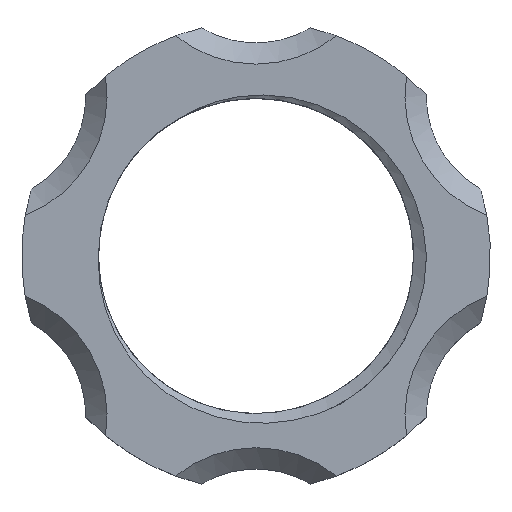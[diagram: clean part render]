
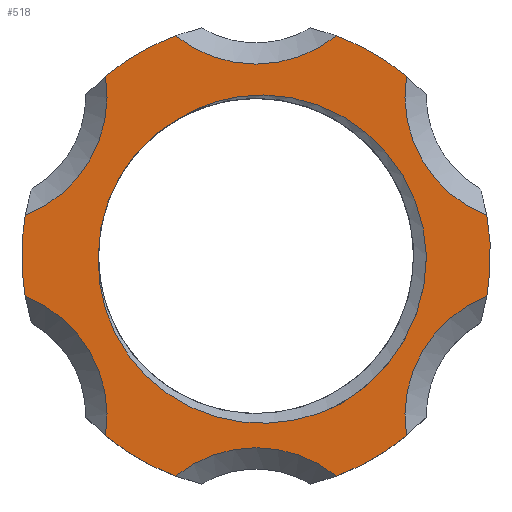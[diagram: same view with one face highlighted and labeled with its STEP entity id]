
A CAD part, top view. The second image highlights one B-rep face of the part: STEP entity #518.
In plain terms, the highlighted planar face has unit normal (0, 0, 1).
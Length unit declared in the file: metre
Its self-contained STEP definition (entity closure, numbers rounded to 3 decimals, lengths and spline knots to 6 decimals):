
#76=B_SPLINE_CURVE_WITH_KNOTS('',3,(#805,#806,#807,#808,#809,#810,#811),
 .UNSPECIFIED.,.F.,.F.,(4,1,1,1,4),(0.,0.004251,0.008503,
0.012754,0.017006),.UNSPECIFIED.);
#77=B_SPLINE_CURVE_WITH_KNOTS('',3,(#816,#817,#818,#819,#820,#821,#822),
 .UNSPECIFIED.,.F.,.F.,(4,1,1,1,4),(0.,0.004247,0.008494,
0.01274,0.016987),.UNSPECIFIED.);
#104=ORIENTED_EDGE('',*,*,#272,.F.);
#105=ORIENTED_EDGE('',*,*,#273,.T.);
#106=ORIENTED_EDGE('',*,*,#274,.F.);
#107=ORIENTED_EDGE('',*,*,#275,.T.);
#108=ORIENTED_EDGE('',*,*,#276,.F.);
#109=ORIENTED_EDGE('',*,*,#277,.T.);
#110=ORIENTED_EDGE('',*,*,#278,.F.);
#111=ORIENTED_EDGE('',*,*,#279,.T.);
#112=ORIENTED_EDGE('',*,*,#280,.F.);
#113=ORIENTED_EDGE('',*,*,#281,.T.);
#114=ORIENTED_EDGE('',*,*,#282,.F.);
#115=ORIENTED_EDGE('',*,*,#283,.T.);
#116=ORIENTED_EDGE('',*,*,#284,.F.);
#117=ORIENTED_EDGE('',*,*,#285,.F.);
#118=ORIENTED_EDGE('',*,*,#286,.F.);
#119=ORIENTED_EDGE('',*,*,#287,.F.);
#272=EDGE_CURVE('',#356,#357,#412,.T.);
#273=EDGE_CURVE('',#356,#358,#413,.T.);
#274=EDGE_CURVE('',#359,#358,#414,.T.);
#275=EDGE_CURVE('',#359,#360,#415,.T.);
#276=EDGE_CURVE('',#361,#360,#416,.T.);
#277=EDGE_CURVE('',#361,#362,#417,.T.);
#278=EDGE_CURVE('',#363,#362,#418,.T.);
#279=EDGE_CURVE('',#363,#364,#419,.T.);
#280=EDGE_CURVE('',#365,#364,#420,.T.);
#281=EDGE_CURVE('',#365,#366,#421,.T.);
#282=EDGE_CURVE('',#367,#366,#422,.T.);
#283=EDGE_CURVE('',#367,#357,#423,.T.);
#284=EDGE_CURVE('',#368,#369,#76,.T.);
#285=EDGE_CURVE('',#370,#368,#424,.T.);
#286=EDGE_CURVE('',#371,#370,#77,.T.);
#287=EDGE_CURVE('',#369,#371,#425,.T.);
#356=VERTEX_POINT('',#782);
#357=VERTEX_POINT('',#783);
#358=VERTEX_POINT('',#785);
#359=VERTEX_POINT('',#787);
#360=VERTEX_POINT('',#789);
#361=VERTEX_POINT('',#791);
#362=VERTEX_POINT('',#793);
#363=VERTEX_POINT('',#795);
#364=VERTEX_POINT('',#797);
#365=VERTEX_POINT('',#799);
#366=VERTEX_POINT('',#801);
#367=VERTEX_POINT('',#803);
#368=VERTEX_POINT('',#812);
#369=VERTEX_POINT('',#813);
#370=VERTEX_POINT('',#815);
#371=VERTEX_POINT('',#823);
#412=CIRCLE('',#562,0.01155);
#413=CIRCLE('',#563,0.0063);
#414=CIRCLE('',#564,0.01155);
#415=CIRCLE('',#565,0.0063);
#416=CIRCLE('',#566,0.01155);
#417=CIRCLE('',#567,0.0063);
#418=CIRCLE('',#568,0.01155);
#419=CIRCLE('',#569,0.0063);
#420=CIRCLE('',#570,0.01155);
#421=CIRCLE('',#571,0.0063);
#422=CIRCLE('',#572,0.01155);
#423=CIRCLE('',#573,0.0063);
#424=CIRCLE('',#574,0.0084);
#425=CIRCLE('',#575,0.00777);
#452=EDGE_LOOP('',(#104,#105,#106,#107,#108,#109,#110,#111,#112,#113,#114,
#115));
#453=EDGE_LOOP('',(#116,#117,#118,#119));
#484=FACE_BOUND('',#452,.T.);
#485=FACE_BOUND('',#453,.T.);
#516=PLANE('',#561);
#518=ADVANCED_FACE('',(#484,#485),#516,.F.);
#561=AXIS2_PLACEMENT_3D('',#780,#631,#632);
#562=AXIS2_PLACEMENT_3D('',#781,#633,#634);
#563=AXIS2_PLACEMENT_3D('',#784,#635,#636);
#564=AXIS2_PLACEMENT_3D('',#786,#637,#638);
#565=AXIS2_PLACEMENT_3D('',#788,#639,#640);
#566=AXIS2_PLACEMENT_3D('',#790,#641,#642);
#567=AXIS2_PLACEMENT_3D('',#792,#643,#644);
#568=AXIS2_PLACEMENT_3D('',#794,#645,#646);
#569=AXIS2_PLACEMENT_3D('',#796,#647,#648);
#570=AXIS2_PLACEMENT_3D('',#798,#649,#650);
#571=AXIS2_PLACEMENT_3D('',#800,#651,#652);
#572=AXIS2_PLACEMENT_3D('',#802,#653,#654);
#573=AXIS2_PLACEMENT_3D('',#804,#655,#656);
#574=AXIS2_PLACEMENT_3D('',#814,#657,#658);
#575=AXIS2_PLACEMENT_3D('',#824,#659,#660);
#631=DIRECTION('',(0.,0.,-1.));
#632=DIRECTION('',(1.,0.,0.));
#633=DIRECTION('',(0.,0.,-1.));
#634=DIRECTION('',(-0.642,0.767,0.));
#635=DIRECTION('',(0.,0.,-1.));
#636=DIRECTION('',(0.988,0.155,0.));
#637=DIRECTION('',(0.,0.,-1.));
#638=DIRECTION('',(-0.985,-0.173,0.));
#639=DIRECTION('',(0.,0.,-1.));
#640=DIRECTION('',(0.359,0.933,0.));
#641=DIRECTION('',(0.,0.,-1.));
#642=DIRECTION('',(-0.343,-0.939,0.));
#643=DIRECTION('',(0.,0.,-1.));
#644=DIRECTION('',(-0.629,0.778,0.));
#645=DIRECTION('',(0.,0.,-1.));
#646=DIRECTION('',(0.642,-0.767,0.));
#647=DIRECTION('',(0.,0.,-1.));
#648=DIRECTION('',(-0.988,-0.155,0.));
#649=DIRECTION('',(0.,0.,-1.));
#650=DIRECTION('',(0.985,0.173,0.));
#651=DIRECTION('',(0.,0.,-1.));
#652=DIRECTION('',(-0.359,-0.933,0.));
#653=DIRECTION('',(0.,0.,-1.));
#654=DIRECTION('',(0.343,0.939,0.));
#655=DIRECTION('',(0.,0.,-1.));
#656=DIRECTION('',(0.629,-0.778,0.));
#657=DIRECTION('',(0.,0.,1.));
#658=DIRECTION('',(1.,0.,0.));
#659=DIRECTION('',(0.,0.,1.));
#660=DIRECTION('',(-1.,0.,0.));
#780=CARTESIAN_POINT('',(0.,0.,0.008));
#781=CARTESIAN_POINT('',(0.,0.,0.008));
#782=CARTESIAN_POINT('',(-0.007416,0.008854,0.008));
#783=CARTESIAN_POINT('',(-0.00396,0.01085,0.008));
#784=CARTESIAN_POINT('',(-0.01364,0.007875,0.008));
#785=CARTESIAN_POINT('',(-0.011376,0.001996,0.008));
#786=CARTESIAN_POINT('',(0.,0.,0.008));
#787=CARTESIAN_POINT('',(-0.011376,-0.001996,0.008));
#788=CARTESIAN_POINT('',(-0.01364,-0.007875,0.008));
#789=CARTESIAN_POINT('',(-0.007416,-0.008854,0.008));
#790=CARTESIAN_POINT('',(0.,0.,0.008));
#791=CARTESIAN_POINT('',(-0.00396,-0.01085,0.008));
#792=CARTESIAN_POINT('',(0.,-0.01575,0.008));
#793=CARTESIAN_POINT('',(0.00396,-0.01085,0.008));
#794=CARTESIAN_POINT('',(0.,0.,0.008));
#795=CARTESIAN_POINT('',(0.007416,-0.008854,0.008));
#796=CARTESIAN_POINT('',(0.01364,-0.007875,0.008));
#797=CARTESIAN_POINT('',(0.011376,-0.001996,0.008));
#798=CARTESIAN_POINT('',(0.,0.,0.008));
#799=CARTESIAN_POINT('',(0.011376,0.001996,0.008));
#800=CARTESIAN_POINT('',(0.01364,0.007875,0.008));
#801=CARTESIAN_POINT('',(0.007416,0.008854,0.008));
#802=CARTESIAN_POINT('',(0.,0.,0.008));
#803=CARTESIAN_POINT('',(0.00396,0.01085,0.008));
#804=CARTESIAN_POINT('',(0.,0.01575,0.008));
#805=CARTESIAN_POINT('',(0.0084,0.,0.008));
#806=CARTESIAN_POINT('',(0.008347,0.001423,0.008));
#807=CARTESIAN_POINT('',(0.007517,0.004209,0.008));
#808=CARTESIAN_POINT('',(0.004371,0.007256,0.008));
#809=CARTESIAN_POINT('',(0.000118,0.008312,0.008));
#810=CARTESIAN_POINT('',(-0.002681,0.007491,0.008));
#811=CARTESIAN_POINT('',(-0.003885,0.006729,0.008));
#812=CARTESIAN_POINT('',(0.0084,0.,0.008));
#813=CARTESIAN_POINT('',(-0.003885,0.006729,0.008));
#814=CARTESIAN_POINT('',(0.,0.,0.008));
#815=CARTESIAN_POINT('',(0.0042,-0.007275,0.008));
#816=CARTESIAN_POINT('',(-0.00777,0.,0.008));
#817=CARTESIAN_POINT('',(-0.007828,-0.001423,0.008));
#818=CARTESIAN_POINT('',(-0.007141,-0.004257,0.008));
#819=CARTESIAN_POINT('',(-0.004098,-0.007414,0.008));
#820=CARTESIAN_POINT('',(0.000114,-0.008614,0.008));
#821=CARTESIAN_POINT('',(0.002941,-0.00794,0.008));
#822=CARTESIAN_POINT('',(0.0042,-0.007275,0.008));
#823=CARTESIAN_POINT('',(-0.00777,0.,0.008));
#824=CARTESIAN_POINT('',(0.,0.,0.008));
